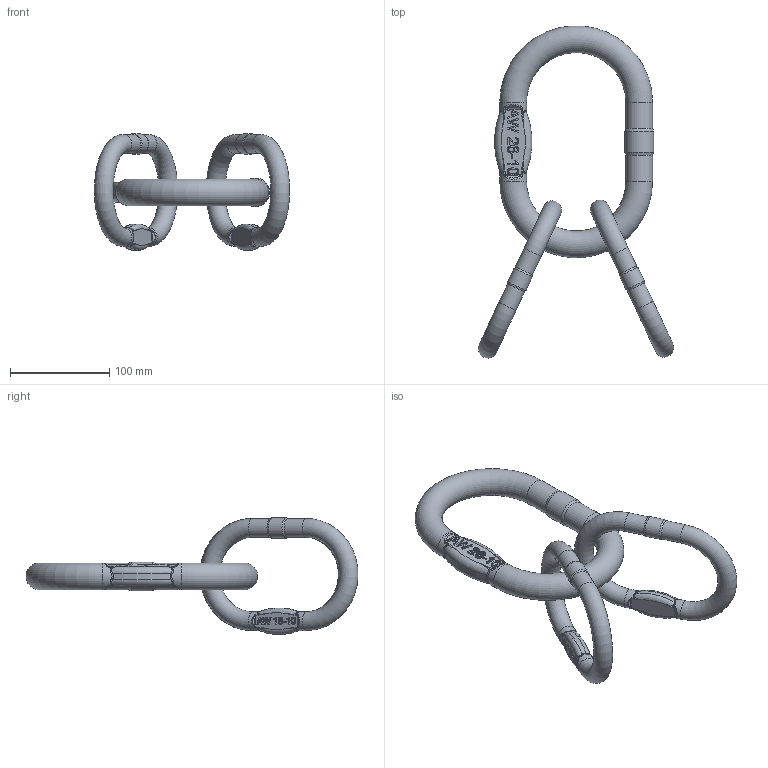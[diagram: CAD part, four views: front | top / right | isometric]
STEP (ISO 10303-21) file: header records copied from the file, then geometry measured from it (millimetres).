
FILE_DESCRIPTION(/* description */ (''),/* implementation_level */ '2;1');
FILE_NAME(/* name */ 'VAW 10 Kundenmodell.stp',/* time_stamp */ '2016-04-13T15:50:01+02:00',/* author */ (''),/* organization */ (''),/* preprocessor_version */ 'ST-DEVELOPER v15',/* originating_system */ 'SIEMENS PLM Software NX 9.0',/* authorisation */ '');
FILE_SCHEMA (('AUTOMOTIVE_DESIGN { 1 0 10303 214 3 1 1 1 }'));
Length unit declared in the file: millimetre
Products named in the file (1): ZER1824F2C3k6zr
Bounding box: 196.93 x 334.83 x 117.37 mm (x, y, z)
Volume: 565254.6 mm3; surface area: 100051.8 mm2
Topology: 3 solids, 3 shells, 389 faces, 959 edges, 576 vertices
Faces by surface type: plane 143, bspline 96, extrusion 69, cylinder 57, torus 18, cone 6
Full cylindrical faces by diameter (mm): 19 x8, 20.425 x2, 27 x4, 29.025 x1
Entity records: 15240 total; most frequent: CARTESIAN_POINT 7394, ORIENTED_EDGE 1800, DIRECTION 1188, EDGE_CURVE 900, VERTEX_POINT 568, B_SPLINE_CURVE_WITH_KNOTS 470, EDGE_LOOP 446, VECTOR 398
